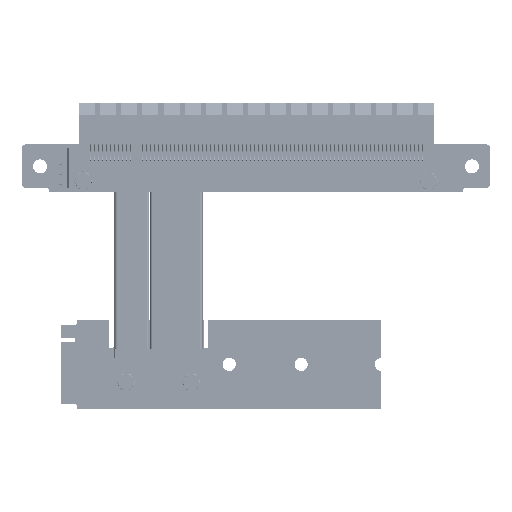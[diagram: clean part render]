
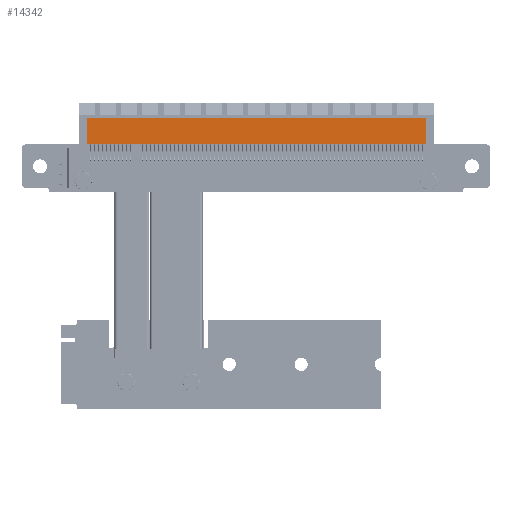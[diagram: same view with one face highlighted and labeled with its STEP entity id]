
A CAD part, top view. The second image highlights one B-rep face of the part: STEP entity #14342.
In plain terms, the highlighted face is planar.
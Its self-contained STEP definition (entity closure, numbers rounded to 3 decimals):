
#12903 = VERTEX_POINT('',#12904);
#12904 = CARTESIAN_POINT('',(-74.5,1.,-3.25));
#12910 = EDGE_CURVE('',#12911,#12903,#12913,.T.);
#12911 = VERTEX_POINT('',#12912);
#12912 = CARTESIAN_POINT('',(10.5,1.,-3.25));
#12913 = LINE('',#12914,#12915);
#12914 = CARTESIAN_POINT('',(10.5,1.,-3.25));
#12915 = VECTOR('',#12916,1.);
#12916 = DIRECTION('',(-1.,0.,0.));
#14221 = VERTEX_POINT('',#14222);
#14222 = CARTESIAN_POINT('',(10.5,7.45,-3.25));
#14228 = EDGE_CURVE('',#14229,#14221,#14231,.T.);
#14229 = VERTEX_POINT('',#14230);
#14230 = CARTESIAN_POINT('',(-74.5,7.45,-3.25));
#14231 = LINE('',#14232,#14233);
#14232 = CARTESIAN_POINT('',(10.5,7.45,-3.25));
#14233 = VECTOR('',#14234,1.);
#14234 = DIRECTION('',(1.,0.,0.));
#14260 = EDGE_CURVE('',#12903,#14229,#14261,.T.);
#14261 = LINE('',#14262,#14263);
#14262 = CARTESIAN_POINT('',(-74.5,1.,-3.25));
#14263 = VECTOR('',#14264,1.);
#14264 = DIRECTION('',(0.,1.,0.));
#14282 = EDGE_CURVE('',#14221,#12911,#14283,.T.);
#14283 = LINE('',#14284,#14285);
#14284 = CARTESIAN_POINT('',(10.5,1.,-3.25));
#14285 = VECTOR('',#14286,1.);
#14286 = DIRECTION('',(0.,-1.,0.));
#14342 = ADVANCED_FACE('',(#14343),#14349,.F.);
#14343 = FACE_BOUND('',#14344,.T.);
#14344 = EDGE_LOOP('',(#14345,#14346,#14347,#14348));
#14345 = ORIENTED_EDGE('',*,*,#14282,.T.);
#14346 = ORIENTED_EDGE('',*,*,#12910,.T.);
#14347 = ORIENTED_EDGE('',*,*,#14260,.T.);
#14348 = ORIENTED_EDGE('',*,*,#14228,.T.);
#14349 = PLANE('',#14350);
#14350 = AXIS2_PLACEMENT_3D('',#14351,#14352,#14353);
#14351 = CARTESIAN_POINT('',(10.5,7.45,-3.25));
#14352 = DIRECTION('',(0.,0.,1.));
#14353 = DIRECTION('',(1.,0.,0.));
